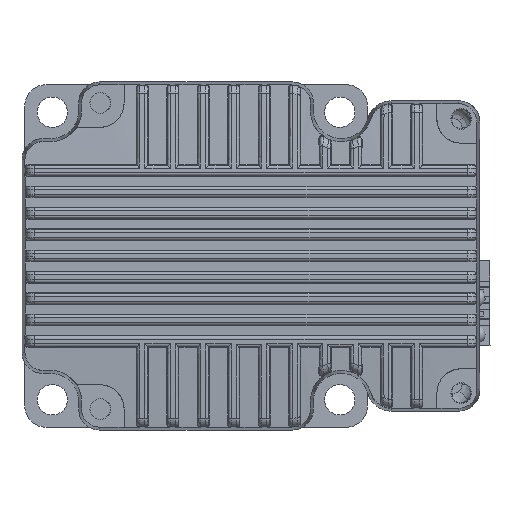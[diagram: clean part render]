
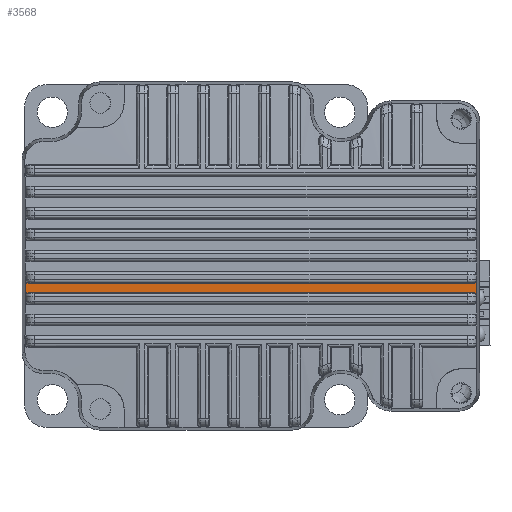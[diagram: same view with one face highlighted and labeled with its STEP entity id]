
A CAD part, front view. The second image highlights one B-rep face of the part: STEP entity #3568.
In plain terms, the highlighted cylindrical face has radius 272.359 mm (diameter 544.717 mm), a partial arc.
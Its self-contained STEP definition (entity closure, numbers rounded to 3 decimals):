
#1884 = ORIENTED_EDGE ( 'NONE', *, *, #36098, .F. ) ;
#2429 = CARTESIAN_POINT ( 'NONE',  ( 56.886, -108.12, 57.468 ) ) ;
#3502 = CARTESIAN_POINT ( 'NONE',  ( -17.211, -108.122, 57.6 ) ) ;
#3568 = ADVANCED_FACE ( 'NONE', ( #29400 ), #10574, .T. ) ;
#3951 = CARTESIAN_POINT ( 'NONE',  ( 56.386, -108.114, 57.1 ) ) ;
#4295 = DIRECTION ( 'NONE',  ( 0., 0., 1. ) ) ;
#5424 = CARTESIAN_POINT ( 'NONE',  ( 56.886, -108.076, 55.174 ) ) ;
#5767 = ORIENTED_EDGE ( 'NONE', *, *, #14944, .T. ) ;
#6650 = VERTEX_POINT ( 'NONE', #18974 ) ;
#7412 = CARTESIAN_POINT ( 'NONE',  ( -16.711, -108.114, 57.1 ) ) ;
#7788 =( BOUNDED_CURVE ( )  B_SPLINE_CURVE ( 3, ( #19290, #38169, #22465, #3502 ),
 .UNSPECIFIED., .F., .T. ) 
 B_SPLINE_CURVE_WITH_KNOTS ( ( 4, 4 ),
 ( 3.118, 3.127 ),
 .UNSPECIFIED. ) 
 CURVE ( )  GEOMETRIC_REPRESENTATION_ITEM ( )  RATIONAL_B_SPLINE_CURVE ( ( 1., 1., 1., 1. ) ) 
 REPRESENTATION_ITEM ( '' )  );
#8382 = CARTESIAN_POINT ( 'NONE',  ( -16.973, -108.083, 55.487 ) ) ;
#8673 = CARTESIAN_POINT ( 'NONE',  ( 184.931, -108.114, 57.1 ) ) ;
#10001 = AXIS2_PLACEMENT_3D ( 'NONE', #16886, #23267, #4295 ) ;
#10574 = CYLINDRICAL_SURFACE ( 'NONE', #10001, 272.359 ) ;
#10605 = CARTESIAN_POINT ( 'NONE',  ( -16.972, -108.115, 57.154 ) ) ;
#10768 = B_SPLINE_CURVE_WITH_KNOTS ( 'NONE', 3,
 ( #7412, #29578, #10605, #32739, #13765, #35874 ),
 .UNSPECIFIED., .F., .F.,
 ( 4, 2, 4 ),
 ( 0., 0., 0.001 ),
 .UNSPECIFIED. ) ;
#10902 = CARTESIAN_POINT ( 'NONE',  ( 56.886, -108.073, 55.042 ) ) ;
#11238 = VERTEX_POINT ( 'NONE', #38795 ) ;
#11299 = CARTESIAN_POINT ( 'NONE',  ( 56.386, -108.084, 55.541 ) ) ;
#11556 = CARTESIAN_POINT ( 'NONE',  ( -16.712, -108.084, 55.541 ) ) ;
#11776 = CARTESIAN_POINT ( 'NONE',  ( 56.832, -108.079, 55.303 ) ) ;
#11981 = CARTESIAN_POINT ( 'NONE',  ( 56.831, -108.118, 57.339 ) ) ;
#13765 = CARTESIAN_POINT ( 'NONE',  ( -17.211, -108.12, 57.468 ) ) ;
#14070 = VERTEX_POINT ( 'NONE', #32974 ) ;
#14428 = VECTOR ( 'NONE', #24461, 1000. ) ;
#14624 = B_SPLINE_CURVE_WITH_KNOTS ( 'NONE', 3,
 ( #27574, #5424, #11776, #33887, #14943, #37055 ),
 .UNSPECIFIED., .F., .F.,
 ( 4, 2, 4 ),
 ( 0., 0., 0.001 ),
 .UNSPECIFIED. ) ;
#14943 = CARTESIAN_POINT ( 'NONE',  ( 56.518, -108.084, 55.541 ) ) ;
#14944 = EDGE_CURVE ( 'NONE', #11238, #20639, #23704, .T. ) ;
#15009 = CARTESIAN_POINT ( 'NONE',  ( 56.886, -108.122, 57.6 ) ) ;
#15144 = CARTESIAN_POINT ( 'NONE',  ( 56.518, -108.114, 57.1 ) ) ;
#16616 = VERTEX_POINT ( 'NONE', #26478 ) ;
#16886 = CARTESIAN_POINT ( 'NONE',  ( 184.931, 164.208, 61.57 ) ) ;
#18774 = EDGE_CURVE ( 'NONE', #16616, #33607, #39298, .T. ) ;
#18974 = CARTESIAN_POINT ( 'NONE',  ( -17.211, -108.122, 57.6 ) ) ;
#19089 = CARTESIAN_POINT ( 'NONE',  ( 56.886, -108.073, 55.042 ) ) ;
#19290 = CARTESIAN_POINT ( 'NONE',  ( -17.212, -108.073, 55.042 ) ) ;
#19648 = ORIENTED_EDGE ( 'NONE', *, *, #31366, .T. ) ;
#20408 = ORIENTED_EDGE ( 'NONE', *, *, #29656, .F. ) ;
#20639 = VERTEX_POINT ( 'NONE', #3951 ) ;
#20983 = CARTESIAN_POINT ( 'NONE',  ( -17.212, -108.073, 55.042 ) ) ;
#22465 = CARTESIAN_POINT ( 'NONE',  ( -17.211, -108.11, 56.747 ) ) ;
#22823 = DIRECTION ( 'NONE',  ( 1., 0., 0. ) ) ;
#22876 = LINE ( 'NONE', #8673, #14428 ) ;
#23267 = DIRECTION ( 'NONE',  ( -1., 0., 0. ) ) ;
#23704 = B_SPLINE_CURVE_WITH_KNOTS ( 'NONE', 3,
 ( #15009, #2429, #11981, #34097, #15144, #37244 ),
 .UNSPECIFIED., .F., .F.,
 ( 4, 2, 4 ),
 ( 0., 0., 0.001 ),
 .UNSPECIFIED. ) ;
#24461 = DIRECTION ( 'NONE',  ( -1., 0., 0. ) ) ;
#26478 = CARTESIAN_POINT ( 'NONE',  ( -16.712, -108.084, 55.541 ) ) ;
#26531 = VERTEX_POINT ( 'NONE', #34982 ) ;
#26673 = ORIENTED_EDGE ( 'NONE', *, *, #34222, .T. ) ;
#26688 = CARTESIAN_POINT ( 'NONE',  ( 56.886, -108.11, 56.747 ) ) ;
#27356 = CARTESIAN_POINT ( 'NONE',  ( -17.158, -108.079, 55.303 ) ) ;
#27466 = EDGE_CURVE ( 'NONE', #14070, #6650, #10768, .T. ) ;
#27574 = CARTESIAN_POINT ( 'NONE',  ( 56.886, -108.073, 55.042 ) ) ;
#29373 = EDGE_LOOP ( 'NONE', ( #1884, #19648, #31220, #29449, #20408, #5767, #26673, #35518 ) ) ;
#29400 = FACE_OUTER_BOUND ( 'NONE', #29373, .T. ) ;
#29449 = ORIENTED_EDGE ( 'NONE', *, *, #37373, .F. ) ;
#29578 = CARTESIAN_POINT ( 'NONE',  ( -16.843, -108.114, 57.1 ) ) ;
#29656 = EDGE_CURVE ( 'NONE', #11238, #30971, #32126, .T. ) ;
#29727 = CARTESIAN_POINT ( 'NONE',  ( 56.886, -108.122, 57.6 ) ) ;
#29860 = CARTESIAN_POINT ( 'NONE',  ( 56.886, -108.093, 55.894 ) ) ;
#30527 = CARTESIAN_POINT ( 'NONE',  ( -16.844, -108.084, 55.541 ) ) ;
#30959 = VECTOR ( 'NONE', #22823, 1000. ) ;
#30971 = VERTEX_POINT ( 'NONE', #19089 ) ;
#31220 = ORIENTED_EDGE ( 'NONE', *, *, #18774, .T. ) ;
#31366 = EDGE_CURVE ( 'NONE', #26531, #16616, #39605, .T. ) ;
#32126 =( BOUNDED_CURVE ( )  B_SPLINE_CURVE ( 3, ( #29727, #26688, #29860, #10902 ),
 .UNSPECIFIED., .F., .F. ) 
 B_SPLINE_CURVE_WITH_KNOTS ( ( 4, 4 ),
 ( 0.015, 0.024 ),
 .UNSPECIFIED. ) 
 CURVE ( )  GEOMETRIC_REPRESENTATION_ITEM ( )  RATIONAL_B_SPLINE_CURVE ( ( 1., 1., 1., 1. ) ) 
 REPRESENTATION_ITEM ( '' )  );
#32739 = CARTESIAN_POINT ( 'NONE',  ( -17.157, -108.118, 57.339 ) ) ;
#32974 = CARTESIAN_POINT ( 'NONE',  ( -16.711, -108.114, 57.1 ) ) ;
#33607 = VERTEX_POINT ( 'NONE', #11299 ) ;
#33887 = CARTESIAN_POINT ( 'NONE',  ( 56.648, -108.083, 55.487 ) ) ;
#34097 = CARTESIAN_POINT ( 'NONE',  ( 56.647, -108.115, 57.154 ) ) ;
#34222 = EDGE_CURVE ( 'NONE', #20639, #14070, #22876, .T. ) ;
#34982 = CARTESIAN_POINT ( 'NONE',  ( -17.212, -108.073, 55.042 ) ) ;
#35226 = CARTESIAN_POINT ( 'NONE',  ( 184.931, -108.084, 55.541 ) ) ;
#35518 = ORIENTED_EDGE ( 'NONE', *, *, #27466, .T. ) ;
#35874 = CARTESIAN_POINT ( 'NONE',  ( -17.211, -108.122, 57.6 ) ) ;
#36098 = EDGE_CURVE ( 'NONE', #26531, #6650, #7788, .T. ) ;
#37055 = CARTESIAN_POINT ( 'NONE',  ( 56.386, -108.084, 55.541 ) ) ;
#37244 = CARTESIAN_POINT ( 'NONE',  ( 56.386, -108.114, 57.1 ) ) ;
#37373 = EDGE_CURVE ( 'NONE', #30971, #33607, #14624, .T. ) ;
#38169 = CARTESIAN_POINT ( 'NONE',  ( -17.211, -108.093, 55.894 ) ) ;
#38795 = CARTESIAN_POINT ( 'NONE',  ( 56.886, -108.122, 57.6 ) ) ;
#39298 = LINE ( 'NONE', #35226, #30959 ) ;
#39605 = B_SPLINE_CURVE_WITH_KNOTS ( 'NONE', 3,
 ( #20983, #39858, #27356, #8382, #30527, #11556 ),
 .UNSPECIFIED., .F., .F.,
 ( 4, 2, 4 ),
 ( 0., 0., 0.001 ),
 .UNSPECIFIED. ) ;
#39858 = CARTESIAN_POINT ( 'NONE',  ( -17.212, -108.076, 55.174 ) ) ;
